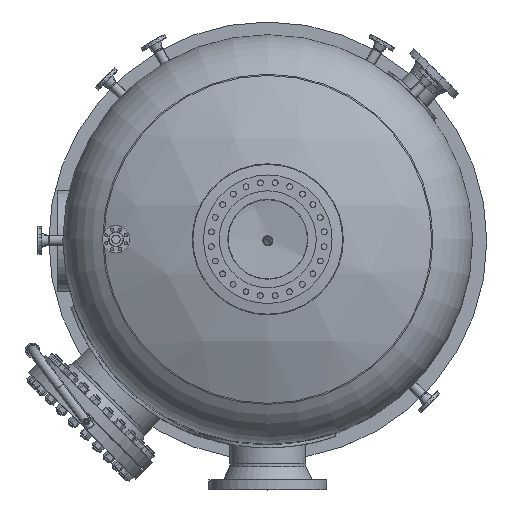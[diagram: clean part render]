
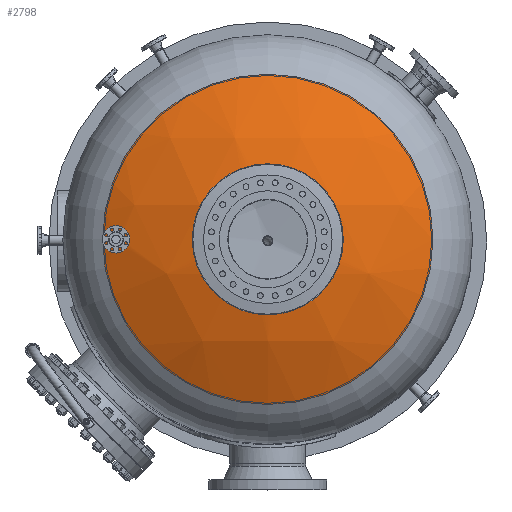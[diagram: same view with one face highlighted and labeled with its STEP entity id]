
A CAD part, top view. The second image highlights one B-rep face of the part: STEP entity #2798.
In plain terms, the highlighted spherical face has radius 2210.07 mm.
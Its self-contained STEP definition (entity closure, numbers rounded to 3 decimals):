
#2631=CARTESIAN_POINT('',(884.774,2025.242,0.));
#2632=VERTEX_POINT('',#2631);
#2633=CARTESIAN_POINT('',(884.774,2025.242,0.));
#2634=CARTESIAN_POINT('',(884.774,2025.242,-1.889));
#2635=CARTESIAN_POINT('',(884.954,2025.161,-3.836));
#2636=CARTESIAN_POINT('',(885.704,2024.822,-7.694));
#2637=CARTESIAN_POINT('',(886.273,2024.565,-9.605));
#2638=CARTESIAN_POINT('',(887.765,2023.891,-13.256));
#2639=CARTESIAN_POINT('',(888.688,2023.473,-14.999));
#2640=CARTESIAN_POINT('',(890.8,2022.518,-18.211));
#2641=CARTESIAN_POINT('',(891.988,2021.98,-19.68));
#2642=CARTESIAN_POINT('',(894.626,2020.787,-22.416));
#2643=CARTESIAN_POINT('',(896.189,2020.079,-23.748));
#2644=CARTESIAN_POINT('',(899.579,2018.543,-26.077));
#2645=CARTESIAN_POINT('',(901.405,2017.715,-27.074));
#2646=CARTESIAN_POINT('',(905.198,2015.994,-28.667));
#2647=CARTESIAN_POINT('',(907.168,2015.099,-29.263));
#2648=CARTESIAN_POINT('',(911.116,2013.306,-30.043));
#2649=CARTESIAN_POINT('',(913.093,2012.407,-30.226));
#2650=CARTESIAN_POINT('',(916.908,2010.672,-30.226));
#2651=CARTESIAN_POINT('',(918.887,2009.771,-30.042));
#2652=CARTESIAN_POINT('',(922.837,2007.972,-29.262));
#2653=CARTESIAN_POINT('',(924.807,2007.074,-28.665));
#2654=CARTESIAN_POINT('',(928.601,2005.344,-27.071));
#2655=CARTESIAN_POINT('',(930.427,2004.51,-26.074));
#2656=CARTESIAN_POINT('',(933.816,2002.963,-23.744));
#2657=CARTESIAN_POINT('',(935.379,2002.248,-22.412));
#2658=CARTESIAN_POINT('',(938.016,2001.043,-19.676));
#2659=CARTESIAN_POINT('',(939.203,2000.5,-18.208));
#2660=CARTESIAN_POINT('',(941.313,1999.535,-14.997));
#2661=CARTESIAN_POINT('',(942.236,1999.113,-13.255));
#2662=CARTESIAN_POINT('',(943.727,1998.43,-9.605));
#2663=CARTESIAN_POINT('',(944.296,1998.169,-7.694));
#2664=CARTESIAN_POINT('',(945.046,1997.826,-3.836));
#2665=CARTESIAN_POINT('',(945.226,1997.744,-1.889));
#2666=CARTESIAN_POINT('',(945.226,1997.744,1.889));
#2667=CARTESIAN_POINT('',(945.046,1997.826,3.836));
#2668=CARTESIAN_POINT('',(944.296,1998.169,7.694));
#2669=CARTESIAN_POINT('',(943.727,1998.43,9.605));
#2670=CARTESIAN_POINT('',(942.236,1999.113,13.255));
#2671=CARTESIAN_POINT('',(941.313,1999.535,14.997));
#2672=CARTESIAN_POINT('',(939.203,2000.5,18.208));
#2673=CARTESIAN_POINT('',(938.016,2001.043,19.676));
#2674=CARTESIAN_POINT('',(935.379,2002.248,22.412));
#2675=CARTESIAN_POINT('',(933.816,2002.963,23.744));
#2676=CARTESIAN_POINT('',(930.427,2004.51,26.074));
#2677=CARTESIAN_POINT('',(928.601,2005.344,27.071));
#2678=CARTESIAN_POINT('',(924.807,2007.074,28.665));
#2679=CARTESIAN_POINT('',(922.837,2007.972,29.262));
#2680=CARTESIAN_POINT('',(918.887,2009.771,30.042));
#2681=CARTESIAN_POINT('',(916.908,2010.672,30.226));
#2682=CARTESIAN_POINT('',(913.093,2012.407,30.226));
#2683=CARTESIAN_POINT('',(911.116,2013.306,30.043));
#2684=CARTESIAN_POINT('',(907.168,2015.099,29.263));
#2685=CARTESIAN_POINT('',(905.198,2015.994,28.667));
#2686=CARTESIAN_POINT('',(901.405,2017.715,27.074));
#2687=CARTESIAN_POINT('',(899.579,2018.543,26.077));
#2688=CARTESIAN_POINT('',(896.189,2020.079,23.748));
#2689=CARTESIAN_POINT('',(894.626,2020.787,22.416));
#2690=CARTESIAN_POINT('',(891.988,2021.98,19.68));
#2691=CARTESIAN_POINT('',(890.8,2022.518,18.211));
#2692=CARTESIAN_POINT('',(888.688,2023.473,14.999));
#2693=CARTESIAN_POINT('',(887.765,2023.891,13.256));
#2694=CARTESIAN_POINT('',(886.273,2024.565,9.605));
#2695=CARTESIAN_POINT('',(885.704,2024.822,7.694));
#2696=CARTESIAN_POINT('',(884.954,2025.161,3.836));
#2697=CARTESIAN_POINT('',(884.774,2025.242,1.889));
#2698=CARTESIAN_POINT('',(884.774,2025.242,0.));
#2699=B_SPLINE_CURVE_WITH_KNOTS('',3,(#2633,#2634,#2635,#2636,#2637,#2638,#2639,#2640,#2641,#2642,#2643,#2644,#2645,#2646,#2647,#2648,#2649,#2650,#2651,#2652,#2653,#2654,#2655,#2656,#2657,#2658,#2659,#2660,#2661,#2662,#2663,#2664,#2665,#2666,#2667,#2668,#2669,#2670,#2671,#2672,#2673,#2674,#2675,#2676,#2677,#2678,#2679,#2680,#2681,#2682,#2683,#2684,#2685,#2686,#2687,#2688,#2689,#2690,#2691,#2692,#2693,#2694,#2695,#2696,#2697,#2698),.UNSPECIFIED.,.T.,.U.,(4,2,2,2,2,2,2,2,2,2,2,2,2,2,2,2,2,2,2,2,2,2,2,2,2,2,2,2,2,2,2,2,4),(0.0,0.567,1.133,1.7,2.267,2.895,3.523,4.152,4.78,5.409,6.038,6.667,7.296,7.863,8.43,8.996,9.563,10.13,10.697,11.263,11.83,12.459,13.088,13.717,14.346,14.975,15.603,16.231,16.86,17.426,17.993,18.56,19.126),.UNSPECIFIED.);
#2700=EDGE_CURVE('',#2632,#2632,#2699,.T.);
#2721=CARTESIAN_POINT('',(254.0,2195.431,0.));
#2722=VERTEX_POINT('',#2721);
#2723=CARTESIAN_POINT('',(0.0,2195.431,0.0));
#2724=DIRECTION('',(0.0,-1.0,0.0));
#2725=DIRECTION('',(-1.0,0.0,0.0));
#2726=AXIS2_PLACEMENT_3D('',#2723,#2724,#2725);
#2727=CIRCLE('',#2726,254.0);
#2728=EDGE_CURVE('',#2722,#2722,#2727,.T.);
#2776=CARTESIAN_POINT('',(0.0,0.0,0.0));
#2777=DIRECTION('',(0.0,0.0,1.0));
#2778=DIRECTION('',(1.0,0.0,0.0));
#2779=AXIS2_PLACEMENT_3D('',#2776,#2777,#2778);
#2780=SPHERICAL_SURFACE('',#2779,2210.075);
#2781=ORIENTED_EDGE('',*,*,#2700,.T.);
#2782=EDGE_LOOP('',(#2781));
#2783=FACE_OUTER_BOUND('',#2782,.T.);
#2784=ORIENTED_EDGE('',*,*,#2728,.T.);
#2785=EDGE_LOOP('',(#2784));
#2786=FACE_BOUND('',#2785,.T.);
#2787=CARTESIAN_POINT('',(995.748,1973.048,0.0));
#2788=VERTEX_POINT('',#2787);
#2789=CARTESIAN_POINT('',(0.0,1973.048,0.0));
#2790=DIRECTION('',(0.0,-1.0,0.0));
#2791=DIRECTION('',(1.0,0.0,0.0));
#2792=AXIS2_PLACEMENT_3D('',#2789,#2790,#2791);
#2793=CIRCLE('',#2792,995.748);
#2794=EDGE_CURVE('',#2788,#2788,#2793,.T.);
#2795=ORIENTED_EDGE('',*,*,#2794,.F.);
#2796=EDGE_LOOP('',(#2795));
#2797=FACE_BOUND('',#2796,.T.);
#2798=ADVANCED_FACE('',(#2783,#2786,#2797),#2780,.T.);
